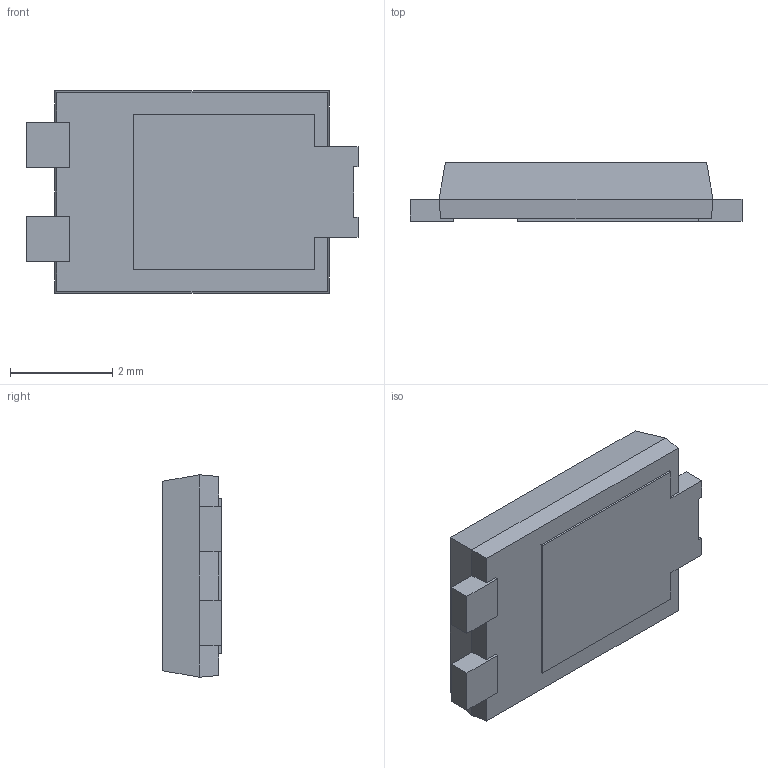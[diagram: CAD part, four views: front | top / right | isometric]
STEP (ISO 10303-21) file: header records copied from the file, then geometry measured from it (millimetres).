
FILE_DESCRIPTION (( 'STEP AP214' ), '1' );
FILE_NAME ('PDS360Q-13.STEP', '2023-09-05T08:04:28', ( 'USER' ), ( '' ), 'SwSTEP 2.0', 'SolidWorks 2016', '' );
FILE_SCHEMA (( 'AUTOMOTIVE_DESIGN' ));
Length unit declared in the file: millimetre
Products named in the file (1): PDS360Q-13
Bounding box: 6.5 x 1.15 x 3.97 mm (x, y, z)
Volume: 23.9 mm3; surface area: 101.4 mm2
Topology: 4 solids, 4 shells, 55 faces, 131 edges, 84 vertices
Faces by surface type: plane 55
Entity records: 1606 total; most frequent: CARTESIAN_POINT 271, ORIENTED_EDGE 262, DIRECTION 243, LINE 131, EDGE_CURVE 131, VECTOR 131, VERTEX_POINT 84, AXIS2_PLACEMENT_3D 56
